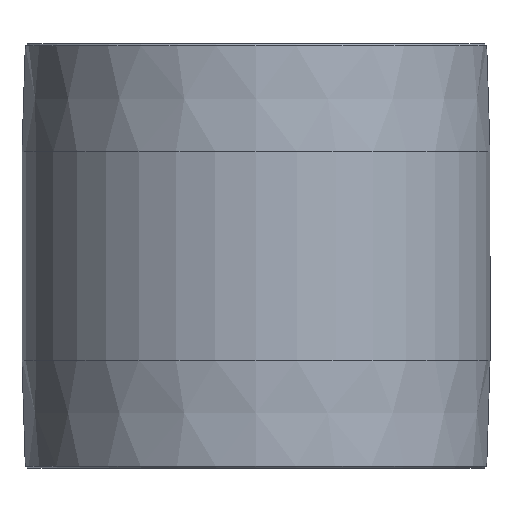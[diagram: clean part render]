
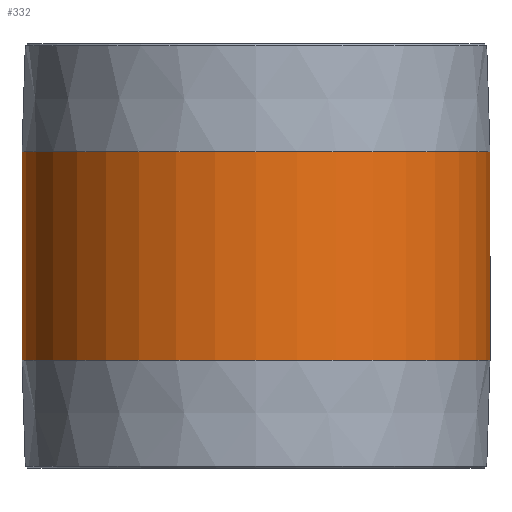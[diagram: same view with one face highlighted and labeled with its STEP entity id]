
A CAD part, front view. The second image highlights one B-rep face of the part: STEP entity #332.
In plain terms, the highlighted cylindrical face has radius 84.074 mm (diameter 168.148 mm), a partial arc.
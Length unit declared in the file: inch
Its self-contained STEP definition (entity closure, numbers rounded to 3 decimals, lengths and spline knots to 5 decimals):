
#8 = VECTOR ( 'NONE', #87, 39.37008 ) ;
#15 = VECTOR ( 'NONE', #377, 39.37008 ) ;
#20 = DIRECTION ( 'NONE',  ( 0., 0., -1. ) ) ;
#45 = LINE ( 'NONE', #126, #15 ) ;
#49 = CIRCLE ( 'NONE', #405, 3.31 ) ;
#64 = VERTEX_POINT ( 'NONE', #243 ) ;
#73 = CYLINDRICAL_SURFACE ( 'NONE', #499, 3.31 ) ;
#75 = CARTESIAN_POINT ( 'NONE',  ( 0., 0., 6. ) ) ;
#84 = ORIENTED_EDGE ( 'NONE', *, *, #324, .F. ) ;
#87 = DIRECTION ( 'NONE',  ( 0., 0., -1. ) ) ;
#123 = ORIENTED_EDGE ( 'NONE', *, *, #420, .F. ) ;
#124 = CARTESIAN_POINT ( 'NONE',  ( 3.31, 0., 6. ) ) ;
#126 = CARTESIAN_POINT ( 'NONE',  ( -3.31, 0., 6. ) ) ;
#146 = CARTESIAN_POINT ( 'NONE',  ( 3.31, 0., 1.5265 ) ) ;
#161 = CARTESIAN_POINT ( 'NONE',  ( 3.31, 0., 4.4735 ) ) ;
#168 = DIRECTION ( 'NONE',  ( -1., 0., 0. ) ) ;
#178 = AXIS2_PLACEMENT_3D ( 'NONE', #205, #365, #455 ) ;
#189 = ORIENTED_EDGE ( 'NONE', *, *, #236, .T. ) ;
#205 = CARTESIAN_POINT ( 'NONE',  ( 0., 0., 1.5265 ) ) ;
#223 = VERTEX_POINT ( 'NONE', #146 ) ;
#236 = EDGE_CURVE ( 'NONE', #366, #64, #49, .T. ) ;
#243 = CARTESIAN_POINT ( 'NONE',  ( -3.31, 0., 4.4735 ) ) ;
#258 = DIRECTION ( 'NONE',  ( -1., 0., 0. ) ) ;
#283 = VERTEX_POINT ( 'NONE', #446 ) ;
#318 = EDGE_LOOP ( 'NONE', ( #123, #189, #466, #84 ) ) ;
#324 = EDGE_CURVE ( 'NONE', #223, #283, #413, .T. ) ;
#332 = ADVANCED_FACE ( 'NONE', ( #537 ), #73, .T. ) ;
#365 = DIRECTION ( 'NONE',  ( 0., 0., -1. ) ) ;
#366 = VERTEX_POINT ( 'NONE', #161 ) ;
#377 = DIRECTION ( 'NONE',  ( 0., 0., -1. ) ) ;
#402 = CARTESIAN_POINT ( 'NONE',  ( 0., 0., 4.4735 ) ) ;
#405 = AXIS2_PLACEMENT_3D ( 'NONE', #402, #20, #258 ) ;
#413 = CIRCLE ( 'NONE', #178, 3.31 ) ;
#420 = EDGE_CURVE ( 'NONE', #366, #223, #551, .T. ) ;
#446 = CARTESIAN_POINT ( 'NONE',  ( -3.31, 0., 1.5265 ) ) ;
#455 = DIRECTION ( 'NONE',  ( -1., 0., 0. ) ) ;
#466 = ORIENTED_EDGE ( 'NONE', *, *, #550, .T. ) ;
#495 = DIRECTION ( 'NONE',  ( 0., 0., -1. ) ) ;
#499 = AXIS2_PLACEMENT_3D ( 'NONE', #75, #495, #168 ) ;
#537 = FACE_OUTER_BOUND ( 'NONE', #318, .T. ) ;
#550 = EDGE_CURVE ( 'NONE', #64, #283, #45, .T. ) ;
#551 = LINE ( 'NONE', #124, #8 ) ;
